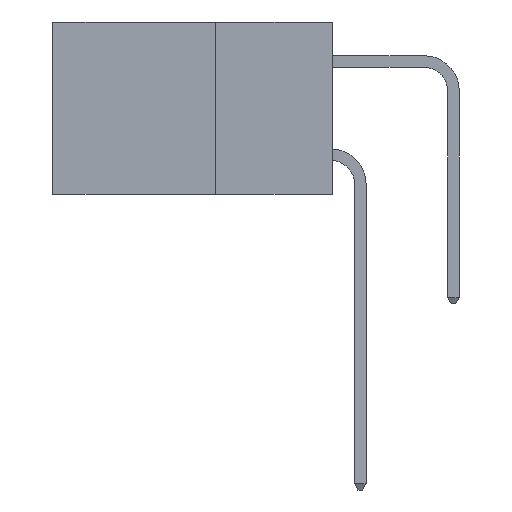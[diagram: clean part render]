
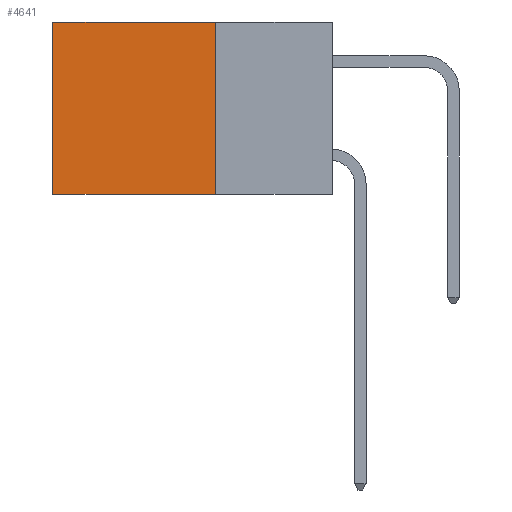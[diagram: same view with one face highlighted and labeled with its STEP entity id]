
A CAD part, left-side view. The second image highlights one B-rep face of the part: STEP entity #4641.
In plain terms, the highlighted planar face has unit normal (-1, 0, 0).
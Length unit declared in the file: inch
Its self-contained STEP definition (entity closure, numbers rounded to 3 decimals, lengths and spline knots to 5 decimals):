
#362 = PLANE ( 'NONE',  #2258 ) ;
#497 = ORIENTED_EDGE ( 'NONE', *, *, #11003, .T. ) ;
#554 = EDGE_CURVE ( 'NONE', #2172, #10269, #7884, .T. ) ;
#722 = DIRECTION ( 'NONE',  ( 0., 1., 0. ) ) ;
#1463 = ORIENTED_EDGE ( 'NONE', *, *, #9738, .F. ) ;
#1663 = ORIENTED_EDGE ( 'NONE', *, *, #8341, .F. ) ;
#2136 = VERTEX_POINT ( 'NONE', #3050 ) ;
#2172 = VERTEX_POINT ( 'NONE', #11151 ) ;
#2258 = AXIS2_PLACEMENT_3D ( 'NONE', #7284, #9150, #3456 ) ;
#2989 = VECTOR ( 'NONE', #10329, 39.37008 ) ;
#3050 = CARTESIAN_POINT ( 'NONE',  ( 0.2615, 0.25, -0.37 ) ) ;
#3456 = DIRECTION ( 'NONE',  ( 0., 0., -1. ) ) ;
#3782 = CARTESIAN_POINT ( 'NONE',  ( 0.2615, 0.25, 0. ) ) ;
#4181 = VERTEX_POINT ( 'NONE', #3782 ) ;
#4641 = ADVANCED_FACE ( 'NONE', ( #7933 ), #362, .F. ) ;
#4658 = CARTESIAN_POINT ( 'NONE',  ( 0.2615, 0.6, -0.37 ) ) ;
#5152 = ORIENTED_EDGE ( 'NONE', *, *, #554, .T. ) ;
#7284 = CARTESIAN_POINT ( 'NONE',  ( 0.2615, 0.25, -0.37 ) ) ;
#7620 = DIRECTION ( 'NONE',  ( 0., 0., -1. ) ) ;
#7884 = LINE ( 'NONE', #8449, #10021 ) ;
#7933 = FACE_OUTER_BOUND ( 'NONE', #11205, .T. ) ;
#8341 = EDGE_CURVE ( 'NONE', #4181, #2136, #10568, .T. ) ;
#8449 = CARTESIAN_POINT ( 'NONE',  ( 0.2615, 0.6, -0.37 ) ) ;
#8792 = LINE ( 'NONE', #11215, #2989 ) ;
#8974 = VECTOR ( 'NONE', #722, 39.37008 ) ;
#9150 = DIRECTION ( 'NONE',  ( 1., 0., 0. ) ) ;
#9273 = LINE ( 'NONE', #12099, #8974 ) ;
#9738 = EDGE_CURVE ( 'NONE', #2136, #10269, #9273, .T. ) ;
#10021 = VECTOR ( 'NONE', #7620, 39.37008 ) ;
#10269 = VERTEX_POINT ( 'NONE', #4658 ) ;
#10298 = VECTOR ( 'NONE', #11443, 39.37008 ) ;
#10329 = DIRECTION ( 'NONE',  ( 0., 1., 0. ) ) ;
#10565 = CARTESIAN_POINT ( 'NONE',  ( 0.2615, 0.25, -0.37 ) ) ;
#10568 = LINE ( 'NONE', #10565, #10298 ) ;
#11003 = EDGE_CURVE ( 'NONE', #4181, #2172, #8792, .T. ) ;
#11151 = CARTESIAN_POINT ( 'NONE',  ( 0.2615, 0.6, 0. ) ) ;
#11205 = EDGE_LOOP ( 'NONE', ( #5152, #1463, #1663, #497 ) ) ;
#11215 = CARTESIAN_POINT ( 'NONE',  ( 0.2615, 0.25, 0. ) ) ;
#11443 = DIRECTION ( 'NONE',  ( 0., 0., -1. ) ) ;
#12099 = CARTESIAN_POINT ( 'NONE',  ( 0.2615, 0.25, -0.37 ) ) ;
